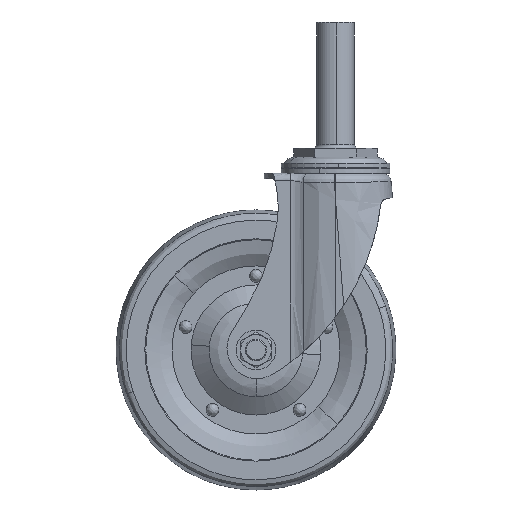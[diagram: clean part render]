
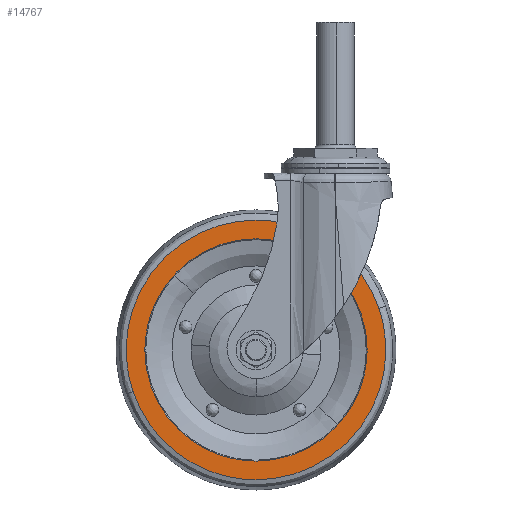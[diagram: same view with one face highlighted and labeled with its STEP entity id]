
A CAD part, front view. The second image highlights one B-rep face of the part: STEP entity #14767.
In plain terms, the highlighted free-form (B-spline) face has degree [1, 1] with [2, 2] control points.
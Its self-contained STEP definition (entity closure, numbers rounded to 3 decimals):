
#14570=CARTESIAN_POINT('',(24.042,-14.0,-83.543));
#14571=VERTEX_POINT('',#14570);
#14585=CARTESIAN_POINT('',(-44.0,-14.0,-178.443));
#14586=VERTEX_POINT('',#14585);
#14587=CARTESIAN_POINT('',(-44.0,-14.0,-178.443));
#14588=CARTESIAN_POINT('',(27.843,-14.,-178.443));
#14589=CARTESIAN_POINT('',(27.843,-14.0,-106.6));
#14590=CARTESIAN_POINT('',(27.843,-14.,-94.758));
#14591=CARTESIAN_POINT('',(24.042,-14.,-83.543));
#14599=(BOUNDED_CURVE()B_SPLINE_CURVE(2,(#14587,#14588,#14589,#14590,#14591),.UNSPECIFIED.,.F.,.U.)B_SPLINE_CURVE_WITH_KNOTS((3,2,3),(0.0,0.25,0.305),.UNSPECIFIED.)CURVE()GEOMETRIC_REPRESENTATION_ITEM()RATIONAL_B_SPLINE_CURVE((1.0,0.707,1.0,0.936,0.9))REPRESENTATION_ITEM(''));
#14600=EDGE_CURVE('',#14586,#14571,#14599,.T.);
#14602=CARTESIAN_POINT('',(-112.042,-14.0,-129.657));
#14603=VERTEX_POINT('',#14602);
#14604=CARTESIAN_POINT('',(-112.042,-14.,-129.657));
#14605=CARTESIAN_POINT('',(-95.51,-14.,-178.443));
#14606=CARTESIAN_POINT('',(-44.0,-14.0,-178.443));
#14614=(BOUNDED_CURVE()B_SPLINE_CURVE(2,(#14604,#14605,#14606),.UNSPECIFIED.,.F.,.U.)B_SPLINE_CURVE_WITH_KNOTS((3,3),(0.805,1.0),.UNSPECIFIED.)CURVE()GEOMETRIC_REPRESENTATION_ITEM()RATIONAL_B_SPLINE_CURVE((0.9,0.771,1.0))REPRESENTATION_ITEM(''));
#14615=EDGE_CURVE('',#14603,#14586,#14614,.T.);
#14659=CARTESIAN_POINT('',(-44.0,-14.0,-34.757));
#14660=VERTEX_POINT('',#14659);
#14661=CARTESIAN_POINT('',(-44.0,-14.0,-34.757));
#14662=CARTESIAN_POINT('',(-115.843,-14.,-34.757));
#14663=CARTESIAN_POINT('',(-115.843,-14.0,-106.6));
#14664=CARTESIAN_POINT('',(-115.843,-14.,-118.442));
#14665=CARTESIAN_POINT('',(-112.042,-14.,-129.657));
#14673=(BOUNDED_CURVE()B_SPLINE_CURVE(2,(#14661,#14662,#14663,#14664,#14665),.UNSPECIFIED.,.F.,.U.)B_SPLINE_CURVE_WITH_KNOTS((3,2,3),(0.5,0.75,0.805),.UNSPECIFIED.)CURVE()GEOMETRIC_REPRESENTATION_ITEM()RATIONAL_B_SPLINE_CURVE((1.0,0.707,1.0,0.936,0.9))REPRESENTATION_ITEM(''));
#14674=EDGE_CURVE('',#14660,#14603,#14673,.T.);
#14676=CARTESIAN_POINT('',(24.042,-14.,-83.543));
#14677=CARTESIAN_POINT('',(7.51,-14.,-34.757));
#14678=CARTESIAN_POINT('',(-44.0,-14.0,-34.757));
#14686=(BOUNDED_CURVE()B_SPLINE_CURVE(2,(#14676,#14677,#14678),.UNSPECIFIED.,.F.,.U.)B_SPLINE_CURVE_WITH_KNOTS((3,3),(0.305,0.5),.UNSPECIFIED.)CURVE()GEOMETRIC_REPRESENTATION_ITEM()RATIONAL_B_SPLINE_CURVE((0.9,0.771,1.0))REPRESENTATION_ITEM(''));
#14687=EDGE_CURVE('',#14571,#14660,#14686,.T.);
#14694=CARTESIAN_POINT('',(-123.016,-14.0,-27.58));
#14695=CARTESIAN_POINT('',(-123.016,-14.0,-185.62));
#14696=CARTESIAN_POINT('',(35.016,-14.0,-27.58));
#14697=CARTESIAN_POINT('',(35.016,-14.0,-185.62));
#14698=B_SPLINE_SURFACE_WITH_KNOTS('',1,1,((#14694,#14696),(#14695,#14697)),.UNSPECIFIED.,.F.,.F.,.U.,(2,2),(2,2),(0.0,158.04),(0.0,158.031),.UNSPECIFIED.);
#14699=ORIENTED_EDGE('',*,*,#14600,.T.);
#14700=ORIENTED_EDGE('',*,*,#14687,.T.);
#14701=ORIENTED_EDGE('',*,*,#14674,.T.);
#14702=ORIENTED_EDGE('',*,*,#14615,.T.);
#14703=EDGE_LOOP('',(#14699,#14700,#14701,#14702));
#14704=FACE_OUTER_BOUND('',#14703,.T.);
#14705=CARTESIAN_POINT('',(-44.0,-14.0,-45.1));
#14706=VERTEX_POINT('',#14705);
#14707=CARTESIAN_POINT('',(-105.5,-14.0,-106.6));
#14708=VERTEX_POINT('',#14707);
#14709=CARTESIAN_POINT('',(-44.0,-14.0,-45.1));
#14710=CARTESIAN_POINT('',(-105.5,-14.,-45.1));
#14711=CARTESIAN_POINT('',(-105.5,-14.0,-106.6));
#14719=(BOUNDED_CURVE()B_SPLINE_CURVE(2,(#14709,#14710,#14711),.UNSPECIFIED.,.F.,.U.)B_SPLINE_CURVE_WITH_KNOTS((3,3),(0.5,0.75),.UNSPECIFIED.)CURVE()GEOMETRIC_REPRESENTATION_ITEM()RATIONAL_B_SPLINE_CURVE((1.0,0.707,1.0))REPRESENTATION_ITEM(''));
#14720=EDGE_CURVE('',#14706,#14708,#14719,.T.);
#14721=ORIENTED_EDGE('',*,*,#14720,.F.);
#14722=CARTESIAN_POINT('',(17.5,-14.0,-106.6));
#14723=VERTEX_POINT('',#14722);
#14724=CARTESIAN_POINT('',(17.5,-14.,-106.6));
#14725=CARTESIAN_POINT('',(17.5,-14.,-45.1));
#14726=CARTESIAN_POINT('',(-44.0,-14.0,-45.1));
#14734=(BOUNDED_CURVE()B_SPLINE_CURVE(2,(#14724,#14725,#14726),.UNSPECIFIED.,.F.,.U.)B_SPLINE_CURVE_WITH_KNOTS((3,3),(0.25,0.5),.UNSPECIFIED.)CURVE()GEOMETRIC_REPRESENTATION_ITEM()RATIONAL_B_SPLINE_CURVE((1.,0.707,1.0))REPRESENTATION_ITEM(''));
#14735=EDGE_CURVE('',#14723,#14706,#14734,.T.);
#14736=ORIENTED_EDGE('',*,*,#14735,.F.);
#14737=CARTESIAN_POINT('',(-44.0,-14.0,-168.1));
#14738=VERTEX_POINT('',#14737);
#14739=CARTESIAN_POINT('',(-44.0,-14.0,-168.1));
#14740=CARTESIAN_POINT('',(17.5,-14.,-168.1));
#14741=CARTESIAN_POINT('',(17.5,-14.0,-106.6));
#14749=(BOUNDED_CURVE()B_SPLINE_CURVE(2,(#14739,#14740,#14741),.UNSPECIFIED.,.F.,.U.)B_SPLINE_CURVE_WITH_KNOTS((3,3),(0.0,0.25),.UNSPECIFIED.)CURVE()GEOMETRIC_REPRESENTATION_ITEM()RATIONAL_B_SPLINE_CURVE((1.0,0.707,1.0))REPRESENTATION_ITEM(''));
#14750=EDGE_CURVE('',#14738,#14723,#14749,.T.);
#14751=ORIENTED_EDGE('',*,*,#14750,.F.);
#14752=CARTESIAN_POINT('',(-105.5,-14.0,-106.6));
#14753=CARTESIAN_POINT('',(-105.5,-14.,-168.1));
#14754=CARTESIAN_POINT('',(-44.0,-14.0,-168.1));
#14762=(BOUNDED_CURVE()B_SPLINE_CURVE(2,(#14752,#14753,#14754),.UNSPECIFIED.,.F.,.U.)B_SPLINE_CURVE_WITH_KNOTS((3,3),(0.75,1.0),.UNSPECIFIED.)CURVE()GEOMETRIC_REPRESENTATION_ITEM()RATIONAL_B_SPLINE_CURVE((1.0,0.707,1.0))REPRESENTATION_ITEM(''));
#14763=EDGE_CURVE('',#14708,#14738,#14762,.T.);
#14764=ORIENTED_EDGE('',*,*,#14763,.F.);
#14765=EDGE_LOOP('',(#14721,#14736,#14751,#14764));
#14766=FACE_BOUND('',#14765,.T.);
#14767=ADVANCED_FACE('',(#14704,#14766),#14698,.T.);
